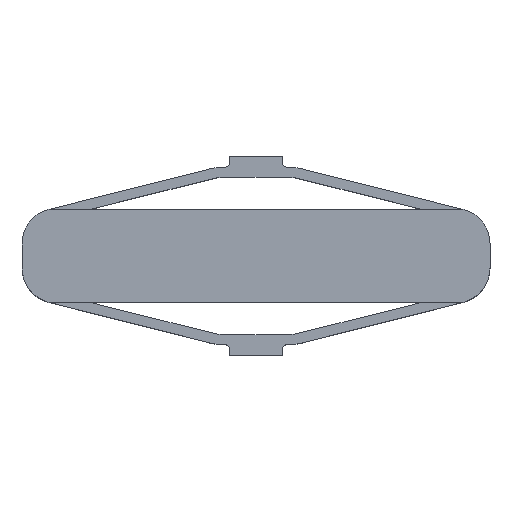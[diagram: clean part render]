
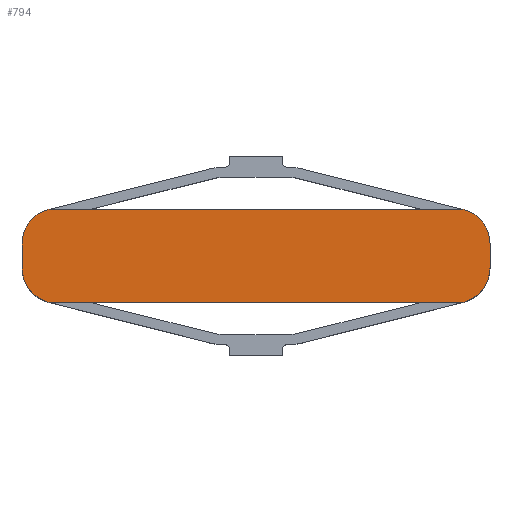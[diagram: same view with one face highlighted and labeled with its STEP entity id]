
A CAD part, top view. The second image highlights one B-rep face of the part: STEP entity #794.
In plain terms, the highlighted planar face has unit normal (0, 0, 1).
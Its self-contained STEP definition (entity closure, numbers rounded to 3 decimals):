
#19 = CARTESIAN_POINT ( 'NONE',  ( 39.33, 2., 12.5 ) ) ;
#42 = ORIENTED_EDGE ( 'NONE', *, *, #1187, .T. ) ;
#47 = CARTESIAN_POINT ( 'NONE',  ( -34.782, 7.831, 12.5 ) ) ;
#52 = CARTESIAN_POINT ( 'NONE',  ( 34.782, -7.831, 12.5 ) ) ;
#69 = VERTEX_POINT ( 'NONE', #1330 ) ;
#94 = DIRECTION ( 'NONE',  ( 1., 0., 0. ) ) ;
#96 = DIRECTION ( 'NONE',  ( 1., 0., 0. ) ) ;
#117 = CARTESIAN_POINT ( 'NONE',  ( 34.782, -7.831, 12.5 ) ) ;
#150 = CARTESIAN_POINT ( 'NONE',  ( -39.33, 2., 12.5 ) ) ;
#153 = DIRECTION ( 'NONE',  ( 0., 0., 1. ) ) ;
#261 = CARTESIAN_POINT ( 'NONE',  ( 33.319, -2., 12.5 ) ) ;
#279 = CARTESIAN_POINT ( 'NONE',  ( 33.319, 2., 12.5 ) ) ;
#302 = DIRECTION ( 'NONE',  ( 1., 0., 0. ) ) ;
#388 = ORIENTED_EDGE ( 'NONE', *, *, #698, .T. ) ;
#401 = ORIENTED_EDGE ( 'NONE', *, *, #441, .T. ) ;
#418 = CARTESIAN_POINT ( 'NONE',  ( -33.319, 2., 12.5 ) ) ;
#441 = EDGE_CURVE ( 'NONE', #752, #1234, #1062, .T. ) ;
#443 = DIRECTION ( 'NONE',  ( 1., 0., 0. ) ) ;
#468 = FACE_OUTER_BOUND ( 'NONE', #1155, .T. ) ;
#470 = DIRECTION ( 'NONE',  ( 0., 0., 1. ) ) ;
#478 = VERTEX_POINT ( 'NONE', #1392 ) ;
#487 = VECTOR ( 'NONE', #677, 1000. ) ;
#503 = EDGE_CURVE ( 'NONE', #69, #1246, #1424, .T. ) ;
#521 = CARTESIAN_POINT ( 'NONE',  ( -39.33, -2., 12.5 ) ) ;
#566 = DIRECTION ( 'NONE',  ( 0., 0., 1. ) ) ;
#577 = ORIENTED_EDGE ( 'NONE', *, *, #1476, .T. ) ;
#631 = EDGE_CURVE ( 'NONE', #1528, #69, #1290, .T. ) ;
#661 = ORIENTED_EDGE ( 'NONE', *, *, #1467, .T. ) ;
#669 = CARTESIAN_POINT ( 'NONE',  ( -33.319, -2., 12.5 ) ) ;
#677 = DIRECTION ( 'NONE',  ( -1., 0., 0. ) ) ;
#698 = EDGE_CURVE ( 'NONE', #478, #1170, #911, .T. ) ;
#752 = VERTEX_POINT ( 'NONE', #117 ) ;
#773 = LINE ( 'NONE', #521, #1567 ) ;
#794 = ADVANCED_FACE ( 'NONE', ( #468 ), #1082, .T. ) ;
#872 = AXIS2_PLACEMENT_3D ( 'NONE', #669, #566, #443 ) ;
#873 = ORIENTED_EDGE ( 'NONE', *, *, #631, .T. ) ;
#890 = CARTESIAN_POINT ( 'NONE',  ( 39.33, -2., 12.5 ) ) ;
#911 = CIRCLE ( 'NONE', #872, 6.012 ) ;
#960 = DIRECTION ( 'NONE',  ( 0., 0., 1. ) ) ;
#996 = LINE ( 'NONE', #1133, #1345 ) ;
#999 = DIRECTION ( 'NONE',  ( 0., -1., 0. ) ) ;
#1014 = DIRECTION ( 'NONE',  ( 0., 0., 1. ) ) ;
#1018 = CARTESIAN_POINT ( 'NONE',  ( 34.782, 7.831, 12.5 ) ) ;
#1034 = AXIS2_PLACEMENT_3D ( 'NONE', #261, #470, #96 ) ;
#1062 = CIRCLE ( 'NONE', #1034, 6.012 ) ;
#1081 = CIRCLE ( 'NONE', #1494, 6.012 ) ;
#1082 = PLANE ( 'NONE',  #1325 ) ;
#1133 = CARTESIAN_POINT ( 'NONE',  ( 39.33, -2., 12.5 ) ) ;
#1143 = CARTESIAN_POINT ( 'NONE',  ( -34.782, -7.831, 12.5 ) ) ;
#1154 = LINE ( 'NONE', #52, #1240 ) ;
#1155 = EDGE_LOOP ( 'NONE', ( #577, #873, #1308, #661, #388, #1385, #401, #42 ) ) ;
#1170 = VERTEX_POINT ( 'NONE', #1143 ) ;
#1187 = EDGE_CURVE ( 'NONE', #1234, #1459, #996, .T. ) ;
#1234 = VERTEX_POINT ( 'NONE', #890 ) ;
#1235 = DIRECTION ( 'NONE',  ( 1., 0., 0. ) ) ;
#1240 = VECTOR ( 'NONE', #302, 1000. ) ;
#1246 = VERTEX_POINT ( 'NONE', #150 ) ;
#1256 = DIRECTION ( 'NONE',  ( 0., 1., 0. ) ) ;
#1290 = LINE ( 'NONE', #47, #487 ) ;
#1308 = ORIENTED_EDGE ( 'NONE', *, *, #503, .T. ) ;
#1325 = AXIS2_PLACEMENT_3D ( 'NONE', #1563, #960, #94 ) ;
#1330 = CARTESIAN_POINT ( 'NONE',  ( -34.782, 7.831, 12.5 ) ) ;
#1345 = VECTOR ( 'NONE', #1256, 1000. ) ;
#1352 = AXIS2_PLACEMENT_3D ( 'NONE', #418, #1014, #1235 ) ;
#1385 = ORIENTED_EDGE ( 'NONE', *, *, #1566, .T. ) ;
#1392 = CARTESIAN_POINT ( 'NONE',  ( -39.33, -2., 12.5 ) ) ;
#1424 = CIRCLE ( 'NONE', #1352, 6.012 ) ;
#1459 = VERTEX_POINT ( 'NONE', #19 ) ;
#1467 = EDGE_CURVE ( 'NONE', #1246, #478, #773, .T. ) ;
#1476 = EDGE_CURVE ( 'NONE', #1459, #1528, #1081, .T. ) ;
#1494 = AXIS2_PLACEMENT_3D ( 'NONE', #279, #153, #1505 ) ;
#1505 = DIRECTION ( 'NONE',  ( 1., 0., 0. ) ) ;
#1528 = VERTEX_POINT ( 'NONE', #1018 ) ;
#1563 = CARTESIAN_POINT ( 'NONE',  ( 33.319, 2., 12.5 ) ) ;
#1566 = EDGE_CURVE ( 'NONE', #1170, #752, #1154, .T. ) ;
#1567 = VECTOR ( 'NONE', #999, 1000. ) ;
